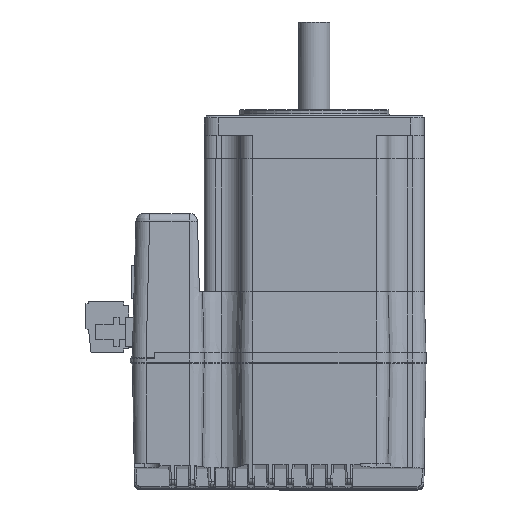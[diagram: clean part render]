
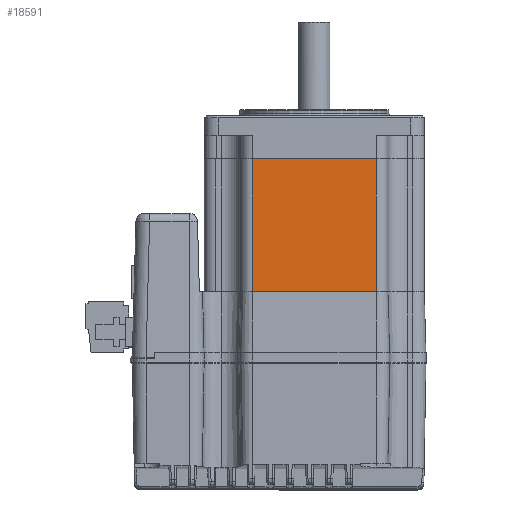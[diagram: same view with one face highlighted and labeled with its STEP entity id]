
A CAD part, top view. The second image highlights one B-rep face of the part: STEP entity #18591.
In plain terms, the highlighted planar face has unit normal (0, 0, 1).
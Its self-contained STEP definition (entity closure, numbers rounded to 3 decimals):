
#9115 = CARTESIAN_POINT ( 'NONE',  ( -15.495, -13.977, 33.007 ) ) ;
#9145 = CARTESIAN_POINT ( 'NONE',  ( 16.105, -13.977, 33.007 ) ) ;
#9198 = DIRECTION ( 'NONE',  ( 0., 1., 0. ) ) ;
#9199 = VECTOR ( 'NONE', #9198, 1000. ) ;
#9201 = CARTESIAN_POINT ( 'NONE',  ( -15.495, -47.977, 33.007 ) ) ;
#9202 = LINE ( 'NONE', #9201, #9199 ) ;
#9214 = CARTESIAN_POINT ( 'NONE',  ( 16.105, -47.977, 33.007 ) ) ;
#9226 = PLANE ( 'NONE',  #9233 ) ;
#9227 = DIRECTION ( 'NONE',  ( 0., 1., 0. ) ) ;
#9229 = DIRECTION ( 'NONE',  ( -1., 0., 0. ) ) ;
#9233 = AXIS2_PLACEMENT_3D ( 'NONE', #9235, #9237, #9236 ) ;
#9235 = CARTESIAN_POINT ( 'NONE',  ( 16.105, -47.977, 33.007 ) ) ;
#9236 = DIRECTION ( 'NONE',  ( 0., 1., 0. ) ) ;
#9237 = DIRECTION ( 'NONE',  ( 0., 0., -1. ) ) ;
#9247 = FACE_OUTER_BOUND ( 'NONE', #18490, .T. ) ;
#9317 = VECTOR ( 'NONE', #9227, 1000. ) ;
#9318 = LINE ( 'NONE', #9214, #9317 ) ;
#9322 = VECTOR ( 'NONE', #9229, 1000. ) ;
#9324 = LINE ( 'NONE', #9326, #9322 ) ;
#9326 = CARTESIAN_POINT ( 'NONE',  ( 16.105, -13.977, 33.007 ) ) ;
#18490 = EDGE_LOOP ( 'NONE', ( #18491, #18600, #18598, #18605 ) ) ;
#18491 = ORIENTED_EDGE ( 'NONE', *, *, #18597, .T. ) ;
#18496 = VERTEX_POINT ( 'NONE', #9145 ) ;
#18502 = VERTEX_POINT ( 'NONE', #9115 ) ;
#18513 = EDGE_CURVE ( 'NONE', #38663, #18502, #9202, .T. ) ;
#18591 = ADVANCED_FACE ( 'NONE', ( #9247 ), #9226, .F. ) ;
#18597 = EDGE_CURVE ( 'NONE', #18496, #18502, #9324, .T. ) ;
#18598 = ORIENTED_EDGE ( 'NONE', *, *, #38718, .F. ) ;
#18600 = ORIENTED_EDGE ( 'NONE', *, *, #18513, .F. ) ;
#18601 = EDGE_CURVE ( 'NONE', #38620, #18496, #9318, .T. ) ;
#18605 = ORIENTED_EDGE ( 'NONE', *, *, #18601, .T. ) ;
#34667 = CARTESIAN_POINT ( 'NONE',  ( 16.105, -47.977, 33.007 ) ) ;
#34768 = CARTESIAN_POINT ( 'NONE',  ( -15.495, -47.977, 33.007 ) ) ;
#34843 = DIRECTION ( 'NONE',  ( -1., 0., 0. ) ) ;
#34844 = VECTOR ( 'NONE', #34843, 1000. ) ;
#34845 = CARTESIAN_POINT ( 'NONE',  ( 16.105, -47.977, 33.007 ) ) ;
#34846 = LINE ( 'NONE', #34845, #34844 ) ;
#38620 = VERTEX_POINT ( 'NONE', #34667 ) ;
#38663 = VERTEX_POINT ( 'NONE', #34768 ) ;
#38718 = EDGE_CURVE ( 'NONE', #38620, #38663, #34846, .T. ) ;
